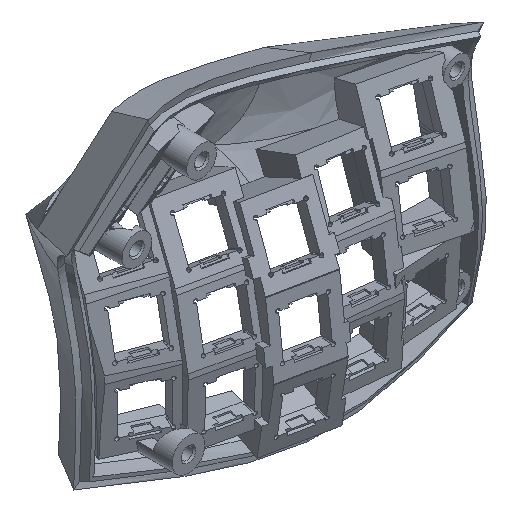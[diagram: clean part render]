
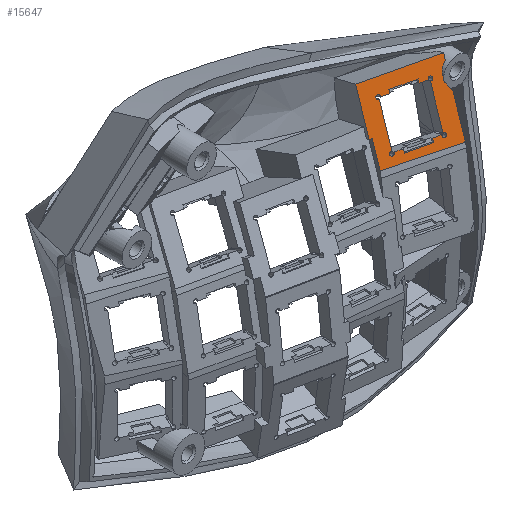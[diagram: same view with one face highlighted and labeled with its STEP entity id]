
A CAD part, isometric view. The second image highlights one B-rep face of the part: STEP entity #15647.
In plain terms, the highlighted planar face has unit normal (-0.261, -0.875, 0.407).
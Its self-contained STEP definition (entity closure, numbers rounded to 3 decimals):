
#34=ELLIPSE('',#15850,5.141,4.5);
#74=ELLIPSE('',#16635,5.141,4.5);
#295=CIRCLE('',#15997,0.6);
#297=CIRCLE('',#16001,0.6);
#299=CIRCLE('',#16004,0.6);
#301=CIRCLE('',#16008,0.6);
#424=FACE_BOUND('',#2208,.T.);
#1389=FACE_OUTER_BOUND('',#2207,.T.);
#2207=EDGE_LOOP('',(#13820,#13821,#13822,#13823,#13824,#13825,#13826,#13827,
#13828));
#2208=EDGE_LOOP('',(#13829,#13830,#13831,#13832,#13833,#13834,#13835,#13836,
#13837,#13838,#13839,#13840,#13841,#13842,#13843,#13844));
#2460=LINE('',#20806,#4275);
#2869=LINE('',#23243,#4684);
#2877=LINE('',#23258,#4692);
#2878=LINE('',#23260,#4693);
#2881=LINE('',#23265,#4696);
#2889=LINE('',#23280,#4704);
#2890=LINE('',#23282,#4705);
#2891=LINE('',#23285,#4706);
#2894=LINE('',#23291,#4709);
#2897=LINE('',#23296,#4712);
#2902=LINE('',#23306,#4717);
#2905=LINE('',#23312,#4720);
#2908=LINE('',#23317,#4723);
#3144=LINE('',#24020,#4959);
#3148=LINE('',#24028,#4963);
#4052=LINE('',#26528,#5867);
#4053=LINE('',#26530,#5868);
#4055=LINE('',#26547,#5870);
#4067=LINE('',#26610,#5882);
#4275=VECTOR('',#16934,10.);
#4684=VECTOR('',#17819,10.);
#4692=VECTOR('',#17827,10.);
#4693=VECTOR('',#17830,10.);
#4696=VECTOR('',#17835,10.);
#4704=VECTOR('',#17843,10.);
#4705=VECTOR('',#17846,10.);
#4706=VECTOR('',#17849,10.);
#4709=VECTOR('',#17854,10.);
#4712=VECTOR('',#17859,10.);
#4717=VECTOR('',#17868,10.);
#4720=VECTOR('',#17873,10.);
#4723=VECTOR('',#17878,10.);
#4959=VECTOR('',#18326,10.);
#4963=VECTOR('',#18336,10.);
#5867=VECTOR('',#20208,10.);
#5868=VECTOR('',#20211,10.);
#5870=VECTOR('',#20219,10.);
#5882=VECTOR('',#20263,10.);
#6083=VERTEX_POINT('',#20799);
#6085=VERTEX_POINT('',#20805);
#6127=VERTEX_POINT('',#21548);
#6215=VERTEX_POINT('',#21936);
#6516=VERTEX_POINT('',#23195);
#6517=VERTEX_POINT('',#23197);
#6521=VERTEX_POINT('',#23208);
#6522=VERTEX_POINT('',#23210);
#6524=VERTEX_POINT('',#23215);
#6526=VERTEX_POINT('',#23219);
#6529=VERTEX_POINT('',#23228);
#6531=VERTEX_POINT('',#23232);
#6533=VERTEX_POINT('',#23242);
#6540=VERTEX_POINT('',#23256);
#6541=VERTEX_POINT('',#23264);
#6548=VERTEX_POINT('',#23278);
#6549=VERTEX_POINT('',#23284);
#6551=VERTEX_POINT('',#23290);
#6555=VERTEX_POINT('',#23305);
#6557=VERTEX_POINT('',#23311);
#6739=VERTEX_POINT('',#24019);
#6740=VERTEX_POINT('',#24027);
#7349=VERTEX_POINT('',#26524);
#7350=VERTEX_POINT('',#26526);
#7354=VERTEX_POINT('',#26545);
#7626=EDGE_CURVE('',#6083,#6085,#2460,.T.);
#7794=EDGE_CURVE('',#6215,#6127,#34,.T.);
#8204=EDGE_CURVE('',#6517,#6516,#295,.T.);
#8210=EDGE_CURVE('',#6522,#6521,#297,.T.);
#8215=EDGE_CURVE('',#6524,#6526,#299,.T.);
#8221=EDGE_CURVE('',#6529,#6531,#301,.T.);
#8226=EDGE_CURVE('',#6533,#6524,#2869,.T.);
#8234=EDGE_CURVE('',#6516,#6540,#2877,.T.);
#8235=EDGE_CURVE('',#6526,#6522,#2878,.T.);
#8238=EDGE_CURVE('',#6541,#6529,#2881,.T.);
#8246=EDGE_CURVE('',#6521,#6548,#2889,.T.);
#8247=EDGE_CURVE('',#6531,#6517,#2890,.T.);
#8248=EDGE_CURVE('',#6540,#6549,#2891,.T.);
#8251=EDGE_CURVE('',#6549,#6551,#2894,.T.);
#8254=EDGE_CURVE('',#6551,#6533,#2897,.T.);
#8259=EDGE_CURVE('',#6548,#6555,#2902,.T.);
#8262=EDGE_CURVE('',#6555,#6557,#2905,.T.);
#8265=EDGE_CURVE('',#6557,#6541,#2908,.T.);
#8528=EDGE_CURVE('',#6739,#6085,#3144,.T.);
#8532=EDGE_CURVE('',#6740,#6739,#3148,.T.);
#9555=EDGE_CURVE('',#7350,#7349,#4052,.T.);
#9556=EDGE_CURVE('',#6215,#6083,#4053,.T.);
#9562=EDGE_CURVE('',#7354,#7350,#4055,.T.);
#9581=EDGE_CURVE('',#6740,#7354,#4067,.T.);
#9584=EDGE_CURVE('',#7349,#6127,#74,.T.);
#13820=ORIENTED_EDGE('',*,*,#7794,.T.);
#13821=ORIENTED_EDGE('',*,*,#9584,.F.);
#13822=ORIENTED_EDGE('',*,*,#9555,.F.);
#13823=ORIENTED_EDGE('',*,*,#9562,.F.);
#13824=ORIENTED_EDGE('',*,*,#9581,.F.);
#13825=ORIENTED_EDGE('',*,*,#8532,.T.);
#13826=ORIENTED_EDGE('',*,*,#8528,.T.);
#13827=ORIENTED_EDGE('',*,*,#7626,.F.);
#13828=ORIENTED_EDGE('',*,*,#9556,.F.);
#13829=ORIENTED_EDGE('',*,*,#8221,.T.);
#13830=ORIENTED_EDGE('',*,*,#8247,.T.);
#13831=ORIENTED_EDGE('',*,*,#8204,.T.);
#13832=ORIENTED_EDGE('',*,*,#8234,.T.);
#13833=ORIENTED_EDGE('',*,*,#8248,.T.);
#13834=ORIENTED_EDGE('',*,*,#8251,.T.);
#13835=ORIENTED_EDGE('',*,*,#8254,.T.);
#13836=ORIENTED_EDGE('',*,*,#8226,.T.);
#13837=ORIENTED_EDGE('',*,*,#8215,.T.);
#13838=ORIENTED_EDGE('',*,*,#8235,.T.);
#13839=ORIENTED_EDGE('',*,*,#8210,.T.);
#13840=ORIENTED_EDGE('',*,*,#8246,.T.);
#13841=ORIENTED_EDGE('',*,*,#8259,.T.);
#13842=ORIENTED_EDGE('',*,*,#8262,.T.);
#13843=ORIENTED_EDGE('',*,*,#8265,.T.);
#13844=ORIENTED_EDGE('',*,*,#8238,.T.);
#14920=PLANE('',#16634);
#15647=ADVANCED_FACE('',(#1389,#424),#14920,.F.);
#15850=AXIS2_PLACEMENT_3D('',#21937,#17171,#17172);
#15997=AXIS2_PLACEMENT_3D('',#23198,#17776,#17777);
#16001=AXIS2_PLACEMENT_3D('',#23211,#17788,#17789);
#16004=AXIS2_PLACEMENT_3D('',#23221,#17797,#17798);
#16008=AXIS2_PLACEMENT_3D('',#23234,#17809,#17810);
#16634=AXIS2_PLACEMENT_3D('',#26619,#20265,#20266);
#16635=AXIS2_PLACEMENT_3D('',#26620,#20267,#20268);
#16934=DIRECTION('',(-0.961,0.277,-0.019));
#17171=DIRECTION('center_axis',(0.261,0.875,-0.408));
#17172=DIRECTION('ref_axis',(0.472,-0.484,-0.737));
#17776=DIRECTION('center_axis',(0.261,0.875,-0.408));
#17777=DIRECTION('ref_axis',(0.962,-0.27,0.036));
#17788=DIRECTION('center_axis',(0.261,0.875,-0.408));
#17789=DIRECTION('ref_axis',(0.962,-0.27,0.036));
#17797=DIRECTION('center_axis',(0.261,0.875,-0.408));
#17798=DIRECTION('ref_axis',(0.962,-0.27,0.036));
#17809=DIRECTION('center_axis',(0.261,0.875,-0.408));
#17810=DIRECTION('ref_axis',(0.962,-0.27,0.036));
#17819=DIRECTION('',(0.962,-0.27,0.036));
#17827=DIRECTION('',(0.962,-0.27,0.036));
#17830=DIRECTION('',(-0.078,-0.402,-0.912));
#17835=DIRECTION('',(-0.962,0.27,-0.036));
#17843=DIRECTION('',(-0.962,0.27,-0.036));
#17846=DIRECTION('',(0.078,0.402,0.912));
#17849=DIRECTION('',(0.078,0.402,0.912));
#17854=DIRECTION('',(0.962,-0.27,0.036));
#17859=DIRECTION('',(-0.078,-0.402,-0.912));
#17868=DIRECTION('',(-0.078,-0.402,-0.912));
#17873=DIRECTION('',(-0.962,0.27,-0.036));
#17878=DIRECTION('',(0.078,0.402,0.912));
#18326=DIRECTION('',(-0.078,-0.402,-0.912));
#18336=DIRECTION('',(0.962,-0.27,0.036));
#20208=DIRECTION('',(-0.078,-0.402,-0.912));
#20211=DIRECTION('',(-0.078,-0.402,-0.912));
#20219=DIRECTION('',(0.962,-0.27,0.036));
#20263=DIRECTION('',(0.078,0.402,0.912));
#20265=DIRECTION('center_axis',(0.261,0.875,-0.408));
#20266=DIRECTION('ref_axis',(0.962,-0.27,0.036));
#20267=DIRECTION('center_axis',(-0.261,-0.875,0.408));
#20268=DIRECTION('ref_axis',(0.472,-0.484,-0.737));
#20799=CARTESIAN_POINT('',(101.003,5.029,1.391));
#20805=CARTESIAN_POINT('',(78.769,11.443,0.949));
#20806=CARTESIAN_POINT('',(83.624,10.042,1.045));
#21548=CARTESIAN_POINT('',(100.698,12.,16.168));
#21936=CARTESIAN_POINT('',(102.027,10.291,13.348));
#21937=CARTESIAN_POINT('Origin',(105.181,10.847,16.558));
#23195=CARTESIAN_POINT('',(84.503,17.07,16.701));
#23197=CARTESIAN_POINT('',(84.081,17.016,16.317));
#23198=CARTESIAN_POINT('Origin',(83.963,17.293,16.836));
#23208=CARTESIAN_POINT('',(96.085,7.938,4.495));
#23210=CARTESIAN_POINT('',(96.427,7.976,4.795));
#23211=CARTESIAN_POINT('Origin',(96.595,7.693,4.294));
#23215=CARTESIAN_POINT('',(97.141,13.529,17.177));
#23219=CARTESIAN_POINT('',(97.457,13.266,16.816));
#23221=CARTESIAN_POINT('Origin',(97.712,13.431,17.333));
#23228=CARTESIAN_POINT('',(83.4,11.492,4.017));
#23232=CARTESIAN_POINT('',(83.054,11.74,4.327));
#23234=CARTESIAN_POINT('Origin',(82.846,11.555,3.796));
#23242=CARTESIAN_POINT('',(94.674,14.22,17.084));
#23243=CARTESIAN_POINT('',(87.469,16.239,16.813));
#23256=CARTESIAN_POINT('',(86.976,16.377,16.794));
#23258=CARTESIAN_POINT('',(87.469,16.239,16.813));
#23260=CARTESIAN_POINT('',(97.216,12.031,14.008));
#23264=CARTESIAN_POINT('',(85.889,10.795,4.111));
#23265=CARTESIAN_POINT('',(93.07,8.783,4.381));
#23278=CARTESIAN_POINT('',(93.587,8.638,4.401));
#23280=CARTESIAN_POINT('',(93.07,8.783,4.381));
#23282=CARTESIAN_POINT('',(83.297,12.987,7.162));
#23284=CARTESIAN_POINT('',(87.058,16.798,17.752));
#23285=CARTESIAN_POINT('',(86.744,15.187,14.091));
#23290=CARTESIAN_POINT('',(94.756,14.641,18.042));
#23291=CARTESIAN_POINT('',(92.831,15.181,17.97));
#23296=CARTESIAN_POINT('',(94.401,12.819,13.902));
#23305=CARTESIAN_POINT('',(93.501,8.196,3.397));
#23306=CARTESIAN_POINT('',(93.815,9.807,7.058));
#23311=CARTESIAN_POINT('',(85.803,10.353,3.107));
#23312=CARTESIAN_POINT('',(87.728,9.814,3.18));
#23317=CARTESIAN_POINT('',(86.16,12.185,7.27));
#24019=CARTESIAN_POINT('',(79.409,14.732,8.424));
#24020=CARTESIAN_POINT('',(78.781,11.503,1.085));
#24027=CARTESIAN_POINT('',(78.583,14.964,8.393));
#24028=CARTESIAN_POINT('',(84.652,13.263,8.621));
#26524=CARTESIAN_POINT('',(102.619,13.332,20.258));
#26526=CARTESIAN_POINT('',(102.765,14.081,21.959));
#26528=CARTESIAN_POINT('',(102.765,14.081,21.959));
#26530=CARTESIAN_POINT('',(102.765,14.081,21.959));
#26545=CARTESIAN_POINT('',(79.67,20.552,21.09));
#26547=CARTESIAN_POINT('',(79.67,20.552,21.09));
#26610=CARTESIAN_POINT('',(77.794,10.914,-0.81));
#26619=CARTESIAN_POINT('Origin',(90.28,12.497,10.575));
#26620=CARTESIAN_POINT('Origin',(105.181,10.847,16.558));
